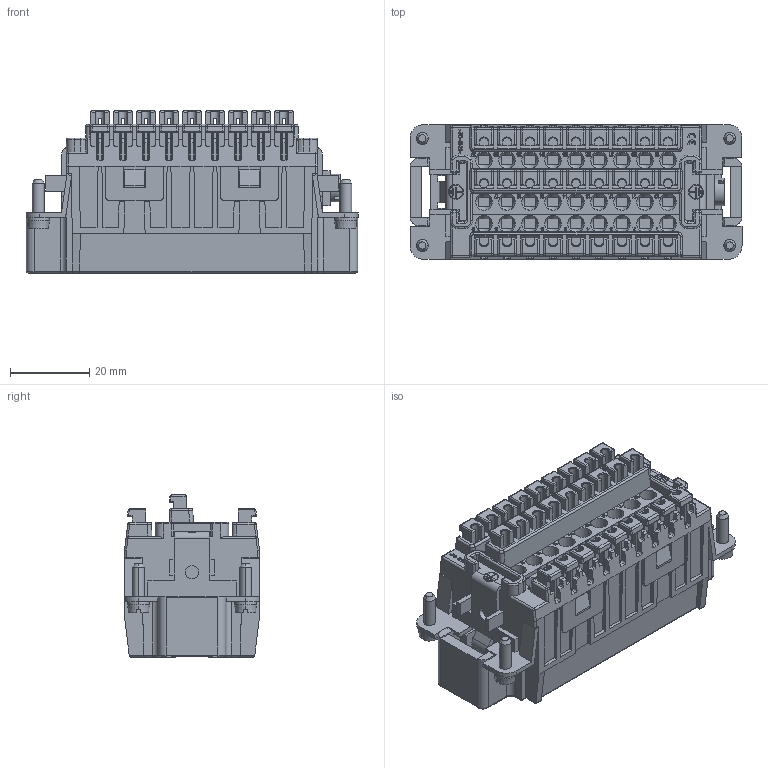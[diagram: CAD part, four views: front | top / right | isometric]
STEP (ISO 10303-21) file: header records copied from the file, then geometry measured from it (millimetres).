
FILE_DESCRIPTION(('Creo Elements/Direct Modeling STEP Export'),'2;1');
FILE_NAME('0ln7uvk5aj4mp2g1164','2021-05-06T 9:27:08',(''),(''),'Creo Elements/Direct Modeling STEP processor for AP214 (Solid Model)','Creo Elements/Direct Modeling 20.1B 02-Apr-2019 (C) Parametric Technology GmbH','');
FILE_SCHEMA(('AUTOMOTIVE_DESIGN { 1 0 10303 214 1 1 1 1 }'));
Products named in the file (2): RDSHM_27
Assembly tree (1 placements, depth 2):
  RDSHM_27
    RDSHM_27
Bounding box: 83.7 x 34 x 40.9 mm (x, y, z)
Volume: 53307 mm3; surface area: 26877.5 mm2
Topology: 1 solids, 1 shells, 3104 faces, 12715 edges, 9710 vertices
Faces by surface type: plane 1654, cylinder 911, torus 235, cone 124, sphere 102, bspline 72, extrusion 6
Entity records: 168448 total; most frequent: CARTESIAN_POINT 51741, ORIENTED_EDGE 25226, DIRECTION 18577, EDGE_CURVE 12613, VERTEX_POINT 9710, VECTOR 9497, LINE 9491, AXIS2_PLACEMENT_3D 4540
